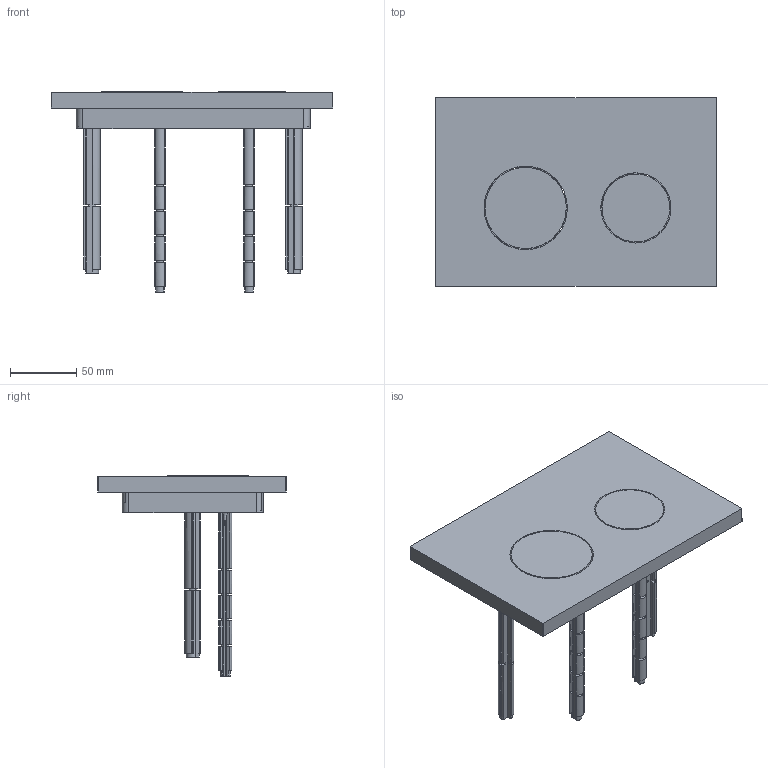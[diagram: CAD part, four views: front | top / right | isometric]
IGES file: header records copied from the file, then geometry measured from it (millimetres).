
Global section: file name: V172; native system: Autodesk Inventor 2020; preprocessor: unknown; author: dodonnell; date: 20210915.105845; units: millimetre
Bounding box: 212 x 142 x 150.65 mm (x, y, z)
Volume: 187246.8 mm3; surface area: 190381.1 mm2
Topology: 29 solids, 29 shells, 1896 faces, 5392 edges, 3557 vertices
Faces by surface type: bspline 1896
